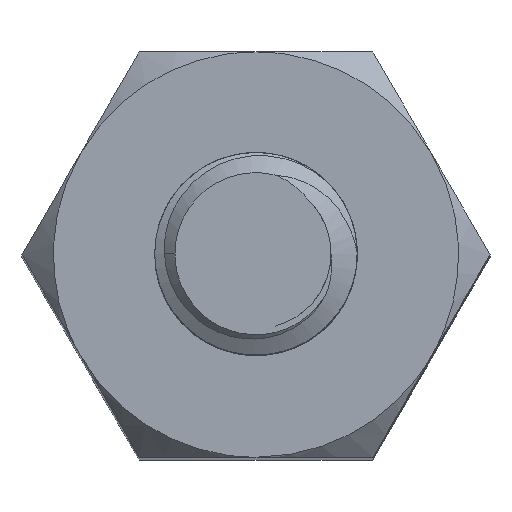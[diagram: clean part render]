
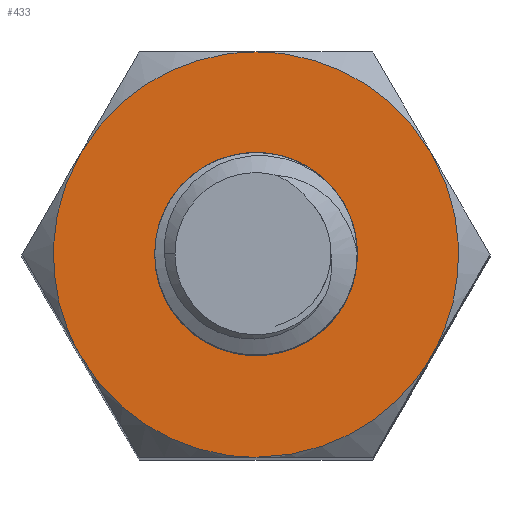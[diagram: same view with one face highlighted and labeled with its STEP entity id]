
A CAD part, top view. The second image highlights one B-rep face of the part: STEP entity #433.
In plain terms, the highlighted planar face has unit normal (0, 0, 1).
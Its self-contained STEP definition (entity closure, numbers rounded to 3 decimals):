
#12=FACE_BOUND('',#729,.T.);
#21=(
BOUNDED_CURVE()
B_SPLINE_CURVE(2,(#9108,#9109,#9110),.UNSPECIFIED.,.F.,.F.)
B_SPLINE_CURVE_WITH_KNOTS((3,3),(0.,2.094),.UNSPECIFIED.)
CURVE()
GEOMETRIC_REPRESENTATION_ITEM()
RATIONAL_B_SPLINE_CURVE((1.,0.866,1.))
REPRESENTATION_ITEM('')
);
#22=(
BOUNDED_CURVE()
B_SPLINE_CURVE(2,(#9139,#9140,#9141,#9142,#9143,#9144,#9145,#9146,#9147),
 .UNSPECIFIED.,.T.,.F.)
B_SPLINE_CURVE_WITH_KNOTS((3,2,2,2,3),(-5.341,-4.006,
-2.67,-1.335,0.),.UNSPECIFIED.)
CURVE()
GEOMETRIC_REPRESENTATION_ITEM()
RATIONAL_B_SPLINE_CURVE((1.,0.707,1.,0.707,1.,0.707,
1.,0.707,1.))
REPRESENTATION_ITEM('')
);
#32=(
BOUNDED_CURVE()
B_SPLINE_CURVE(2,(#9275,#9276,#9277),.UNSPECIFIED.,.F.,.F.)
B_SPLINE_CURVE_WITH_KNOTS((3,3),(-2.094,0.),.UNSPECIFIED.)
CURVE()
GEOMETRIC_REPRESENTATION_ITEM()
RATIONAL_B_SPLINE_CURVE((1.,0.866,1.))
REPRESENTATION_ITEM('')
);
#33=(
BOUNDED_CURVE()
B_SPLINE_CURVE(2,(#9278,#9279,#9280),.UNSPECIFIED.,.F.,.F.)
B_SPLINE_CURVE_WITH_KNOTS((3,3),(0.,2.094),.UNSPECIFIED.)
CURVE()
GEOMETRIC_REPRESENTATION_ITEM()
RATIONAL_B_SPLINE_CURVE((1.,0.866,1.))
REPRESENTATION_ITEM('')
);
#34=(
BOUNDED_CURVE()
B_SPLINE_CURVE(2,(#9281,#9282,#9283),.UNSPECIFIED.,.F.,.F.)
B_SPLINE_CURVE_WITH_KNOTS((3,3),(-2.094,0.),.UNSPECIFIED.)
CURVE()
GEOMETRIC_REPRESENTATION_ITEM()
RATIONAL_B_SPLINE_CURVE((1.,0.866,1.))
REPRESENTATION_ITEM('')
);
#35=(
BOUNDED_CURVE()
B_SPLINE_CURVE(2,(#9284,#9285,#9286),.UNSPECIFIED.,.F.,.F.)
B_SPLINE_CURVE_WITH_KNOTS((3,3),(-2.094,0.),.UNSPECIFIED.)
CURVE()
GEOMETRIC_REPRESENTATION_ITEM()
RATIONAL_B_SPLINE_CURVE((1.,0.866,1.))
REPRESENTATION_ITEM('')
);
#36=(
BOUNDED_CURVE()
B_SPLINE_CURVE(2,(#9287,#9288,#9289),.UNSPECIFIED.,.F.,.F.)
B_SPLINE_CURVE_WITH_KNOTS((3,3),(-2.094,0.),.UNSPECIFIED.)
CURVE()
GEOMETRIC_REPRESENTATION_ITEM()
RATIONAL_B_SPLINE_CURVE((1.,0.866,1.))
REPRESENTATION_ITEM('')
);
#433=ADVANCED_FACE('',(#580,#12),#2609,.T.);
#580=FACE_OUTER_BOUND('',#728,.T.);
#728=EDGE_LOOP('',(#930,#931,#932,#933,#934,#935));
#729=EDGE_LOOP('',(#936));
#930=ORIENTED_EDGE('',*,*,#1750,.T.);
#931=ORIENTED_EDGE('',*,*,#1751,.T.);
#932=ORIENTED_EDGE('',*,*,#1721,.F.);
#933=ORIENTED_EDGE('',*,*,#1747,.T.);
#934=ORIENTED_EDGE('',*,*,#1748,.F.);
#935=ORIENTED_EDGE('',*,*,#1749,.T.);
#936=ORIENTED_EDGE('',*,*,#1726,.T.);
#1721=EDGE_CURVE('',#2346,#2344,#21,.T.);
#1726=EDGE_CURVE('',#2351,#2351,#22,.T.);
#1747=EDGE_CURVE('',#2346,#2356,#32,.T.);
#1748=EDGE_CURVE('',#2347,#2356,#33,.T.);
#1749=EDGE_CURVE('',#2347,#2359,#34,.T.);
#1750=EDGE_CURVE('',#2359,#2358,#35,.T.);
#1751=EDGE_CURVE('',#2358,#2344,#36,.T.);
#2344=VERTEX_POINT('',#8823);
#2346=VERTEX_POINT('',#8825);
#2347=VERTEX_POINT('',#8826);
#2351=VERTEX_POINT('',#8830);
#2356=VERTEX_POINT('',#8835);
#2358=VERTEX_POINT('',#8837);
#2359=VERTEX_POINT('',#8838);
#2609=PLANE('',#2640);
#2640=AXIS2_PLACEMENT_3D('',#3110,#2654,$);
#2654=DIRECTION('',(0.,0.,1.));
#3110=CARTESIAN_POINT('',(-2.783,107.588,16.));
#8823=CARTESIAN_POINT('',(1.732,109.,16.));
#8825=CARTESIAN_POINT('',(1.732,111.,16.));
#8826=CARTESIAN_POINT('',(-1.732,111.,16.));
#8830=CARTESIAN_POINT('',(0.85,110.,16.));
#8835=CARTESIAN_POINT('',(0.,112.,16.));
#8837=CARTESIAN_POINT('',(0.,108.,16.));
#8838=CARTESIAN_POINT('',(-1.732,109.,16.));
#9108=CARTESIAN_POINT('',(1.732,111.,16.));
#9109=CARTESIAN_POINT('',(2.309,110.,16.));
#9110=CARTESIAN_POINT('',(1.732,109.,16.));
#9139=CARTESIAN_POINT('',(0.85,110.,16.));
#9140=CARTESIAN_POINT('',(0.85,109.15,16.));
#9141=CARTESIAN_POINT('',(0.,109.15,16.));
#9142=CARTESIAN_POINT('',(-0.85,109.15,16.));
#9143=CARTESIAN_POINT('',(-0.85,110.,16.));
#9144=CARTESIAN_POINT('',(-0.85,110.85,16.));
#9145=CARTESIAN_POINT('',(0.,110.85,16.));
#9146=CARTESIAN_POINT('',(0.85,110.85,16.));
#9147=CARTESIAN_POINT('',(0.85,110.,16.));
#9275=CARTESIAN_POINT('',(1.732,111.,16.));
#9276=CARTESIAN_POINT('',(1.155,112.,16.));
#9277=CARTESIAN_POINT('',(0.,112.,16.));
#9278=CARTESIAN_POINT('',(-1.732,111.,16.));
#9279=CARTESIAN_POINT('',(-1.155,112.,16.));
#9280=CARTESIAN_POINT('',(0.,112.,16.));
#9281=CARTESIAN_POINT('',(-1.732,111.,16.));
#9282=CARTESIAN_POINT('',(-2.309,110.,16.));
#9283=CARTESIAN_POINT('',(-1.732,109.,16.));
#9284=CARTESIAN_POINT('',(-1.732,109.,16.));
#9285=CARTESIAN_POINT('',(-1.155,108.,16.));
#9286=CARTESIAN_POINT('',(0.,108.,16.));
#9287=CARTESIAN_POINT('',(0.,108.,16.));
#9288=CARTESIAN_POINT('',(1.155,108.,16.));
#9289=CARTESIAN_POINT('',(1.732,109.,16.));
